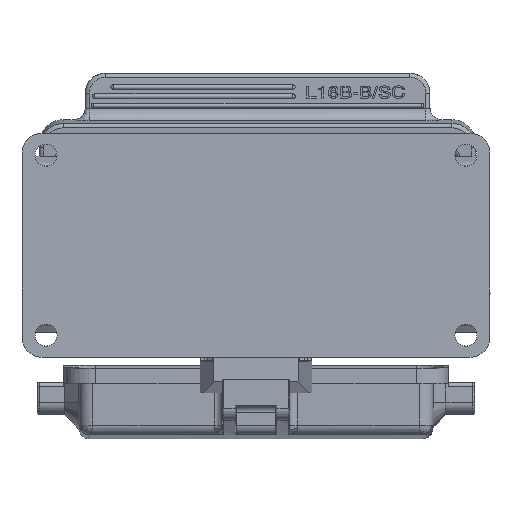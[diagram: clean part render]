
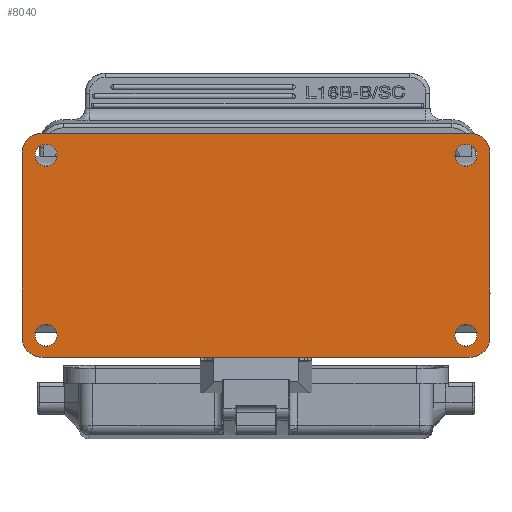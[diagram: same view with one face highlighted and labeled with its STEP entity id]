
A CAD part, front view. The second image highlights one B-rep face of the part: STEP entity #8040.
In plain terms, the highlighted planar face has unit normal (0, -1, -0.009).
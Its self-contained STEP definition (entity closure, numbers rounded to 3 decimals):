
#5571=CIRCLE('',#28456,5.);
#5618=CIRCLE('',#28582,2.75);
#5619=CIRCLE('',#28584,5.);
#5620=CIRCLE('',#28585,5.);
#5621=CIRCLE('',#28586,5.);
#5622=CIRCLE('',#28587,2.75);
#5623=CIRCLE('',#28588,2.75);
#5624=CIRCLE('',#28589,2.75);
#5625=CIRCLE('',#28590,2.75);
#5626=CIRCLE('',#28591,2.75);
#5627=CIRCLE('',#28592,2.75);
#5628=CIRCLE('',#28593,2.75);
#6203=FACE_BOUND('',#11213,.T.);
#6204=FACE_BOUND('',#11214,.T.);
#6205=FACE_BOUND('',#11215,.T.);
#6206=FACE_BOUND('',#11216,.T.);
#6207=FACE_BOUND('',#11217,.T.);
#8040=ADVANCED_FACE('',(#6203,#6204,#6205,#6206,#6207),#9022,.F.);
#9022=PLANE('',#28594);
#11213=EDGE_LOOP('',(#17804,#17805,#17806,#17807,#17808,#17809,#17810,#17811));
#11214=EDGE_LOOP('',(#17812,#17813));
#11215=EDGE_LOOP('',(#17814,#17815));
#11216=EDGE_LOOP('',(#17816,#17817));
#11217=EDGE_LOOP('',(#17818,#17819));
#12565=LINE('',#42219,#14024);
#12577=LINE('',#42297,#14036);
#12587=LINE('',#42714,#14046);
#12632=LINE('',#44864,#14091);
#14024=VECTOR('',#31549,1.);
#14036=VECTOR('',#31577,1.);
#14046=VECTOR('',#31627,1.);
#14091=VECTOR('',#31886,1.);
#17804=ORIENTED_EDGE('',*,*,#25654,.F.);
#17805=ORIENTED_EDGE('',*,*,#25658,.T.);
#17806=ORIENTED_EDGE('',*,*,#25874,.F.);
#17807=ORIENTED_EDGE('',*,*,#25692,.T.);
#17808=ORIENTED_EDGE('',*,*,#25875,.F.);
#17809=ORIENTED_EDGE('',*,*,#25876,.F.);
#17810=ORIENTED_EDGE('',*,*,#25877,.F.);
#17811=ORIENTED_EDGE('',*,*,#25637,.T.);
#17812=ORIENTED_EDGE('',*,*,#25878,.F.);
#17813=ORIENTED_EDGE('',*,*,#25879,.F.);
#17814=ORIENTED_EDGE('',*,*,#25880,.F.);
#17815=ORIENTED_EDGE('',*,*,#25881,.F.);
#17816=ORIENTED_EDGE('',*,*,#25882,.F.);
#17817=ORIENTED_EDGE('',*,*,#25883,.F.);
#17818=ORIENTED_EDGE('',*,*,#25884,.F.);
#17819=ORIENTED_EDGE('',*,*,#25873,.F.);
#22984=VERTEX_POINT('',#42220);
#22985=VERTEX_POINT('',#42221);
#23001=VERTEX_POINT('',#42289);
#23004=VERTEX_POINT('',#42296);
#23028=VERTEX_POINT('',#42713);
#23029=VERTEX_POINT('',#42715);
#23132=VERTEX_POINT('',#44856);
#23133=VERTEX_POINT('',#44858);
#23134=VERTEX_POINT('',#44863);
#23135=VERTEX_POINT('',#44865);
#23136=VERTEX_POINT('',#44868);
#23137=VERTEX_POINT('',#44869);
#23138=VERTEX_POINT('',#44872);
#23139=VERTEX_POINT('',#44873);
#23140=VERTEX_POINT('',#44876);
#23141=VERTEX_POINT('',#44877);
#25637=EDGE_CURVE('',#22984,#22985,#12565,.T.);
#25654=EDGE_CURVE('',#23001,#22985,#5571,.T.);
#25658=EDGE_CURVE('',#23001,#23004,#12577,.T.);
#25692=EDGE_CURVE('',#23029,#23028,#12587,.T.);
#25873=EDGE_CURVE('',#23133,#23132,#5618,.T.);
#25874=EDGE_CURVE('',#23029,#23004,#5619,.T.);
#25875=EDGE_CURVE('',#23134,#23028,#5620,.T.);
#25876=EDGE_CURVE('',#23135,#23134,#12632,.T.);
#25877=EDGE_CURVE('',#22984,#23135,#5621,.T.);
#25878=EDGE_CURVE('',#23136,#23137,#5622,.T.);
#25879=EDGE_CURVE('',#23137,#23136,#5623,.T.);
#25880=EDGE_CURVE('',#23138,#23139,#5624,.T.);
#25881=EDGE_CURVE('',#23139,#23138,#5625,.T.);
#25882=EDGE_CURVE('',#23140,#23141,#5626,.T.);
#25883=EDGE_CURVE('',#23141,#23140,#5627,.T.);
#25884=EDGE_CURVE('',#23132,#23133,#5628,.T.);
#28456=AXIS2_PLACEMENT_3D('',#42288,#31569,#31570);
#28582=AXIS2_PLACEMENT_3D('',#44859,#31878,#31879);
#28584=AXIS2_PLACEMENT_3D('',#44861,#31882,#31883);
#28585=AXIS2_PLACEMENT_3D('',#44862,#31884,#31885);
#28586=AXIS2_PLACEMENT_3D('',#44866,#31887,#31888);
#28587=AXIS2_PLACEMENT_3D('',#44867,#31889,#31890);
#28588=AXIS2_PLACEMENT_3D('',#44870,#31891,#31892);
#28589=AXIS2_PLACEMENT_3D('',#44871,#31893,#31894);
#28590=AXIS2_PLACEMENT_3D('',#44874,#31895,#31896);
#28591=AXIS2_PLACEMENT_3D('',#44875,#31897,#31898);
#28592=AXIS2_PLACEMENT_3D('',#44878,#31899,#31900);
#28593=AXIS2_PLACEMENT_3D('',#44879,#31901,#31902);
#28594=AXIS2_PLACEMENT_3D('',#44880,#31903,#31904);
#31549=DIRECTION('',(0.,-0.009,1.));
#31569=DIRECTION('',(0.,1.,0.009));
#31570=DIRECTION('',(0.,-0.009,1.));
#31577=DIRECTION('',(-1.,0.,0.));
#31627=DIRECTION('',(0.,0.009,-1.));
#31878=DIRECTION('',(0.,-1.,-0.009));
#31879=DIRECTION('',(0.,-0.009,1.));
#31882=DIRECTION('',(0.,1.,0.009));
#31883=DIRECTION('',(-1.,0.,0.));
#31884=DIRECTION('',(0.,1.,0.009));
#31885=DIRECTION('',(0.,0.009,-1.));
#31886=DIRECTION('',(-1.,0.,0.));
#31887=DIRECTION('',(0.,1.,0.009));
#31888=DIRECTION('',(1.,0.,0.));
#31889=DIRECTION('',(0.,-1.,-0.009));
#31890=DIRECTION('',(0.,0.009,-1.));
#31891=DIRECTION('',(0.,-1.,-0.009));
#31892=DIRECTION('',(0.,-0.009,1.));
#31893=DIRECTION('',(0.,-1.,-0.009));
#31894=DIRECTION('',(0.,0.009,-1.));
#31895=DIRECTION('',(0.,-1.,-0.009));
#31896=DIRECTION('',(0.,-0.009,1.));
#31897=DIRECTION('',(0.,-1.,-0.009));
#31898=DIRECTION('',(0.,0.009,-1.));
#31899=DIRECTION('',(0.,-1.,-0.009));
#31900=DIRECTION('',(0.,-0.009,1.));
#31901=DIRECTION('',(0.,-1.,-0.009));
#31902=DIRECTION('',(0.,0.009,-1.));
#31903=DIRECTION('',(0.,1.,0.009));
#31904=DIRECTION('',(0.,-0.009,1.));
#42219=CARTESIAN_POINT('',(117.,49.669,-47.814));
#42220=CARTESIAN_POINT('',(117.,49.669,-47.814));
#42221=CARTESIAN_POINT('',(117.,49.267,-1.816));
#42288=CARTESIAN_POINT('',(112.,49.267,-1.816));
#42289=CARTESIAN_POINT('',(112.,49.224,3.184));
#42296=CARTESIAN_POINT('',(5.,49.224,3.184));
#42297=CARTESIAN_POINT('',(112.,49.224,3.184));
#42713=CARTESIAN_POINT('',(0.,49.669,-47.814));
#42714=CARTESIAN_POINT('',(0.,49.267,-1.816));
#42715=CARTESIAN_POINT('',(0.,49.267,-1.816));
#44856=CARTESIAN_POINT('',(111.,49.296,-5.066));
#44858=CARTESIAN_POINT('',(111.,49.248,0.434));
#44859=CARTESIAN_POINT('',(111.,49.272,-2.316));
#44861=CARTESIAN_POINT('',(5.,49.267,-1.816));
#44862=CARTESIAN_POINT('',(5.,49.669,-47.814));
#44863=CARTESIAN_POINT('',(5.,49.712,-52.814));
#44864=CARTESIAN_POINT('',(112.,49.712,-52.814));
#44865=CARTESIAN_POINT('',(112.,49.712,-52.814));
#44866=CARTESIAN_POINT('',(112.,49.669,-47.814));
#44867=CARTESIAN_POINT('',(6.,49.272,-2.316));
#44868=CARTESIAN_POINT('',(6.,49.296,-5.066));
#44869=CARTESIAN_POINT('',(6.,49.248,0.434));
#44870=CARTESIAN_POINT('',(6.,49.272,-2.316));
#44871=CARTESIAN_POINT('',(6.,49.664,-47.314));
#44872=CARTESIAN_POINT('',(6.,49.688,-50.064));
#44873=CARTESIAN_POINT('',(6.,49.641,-44.564));
#44874=CARTESIAN_POINT('',(6.,49.664,-47.314));
#44875=CARTESIAN_POINT('',(111.,49.664,-47.314));
#44876=CARTESIAN_POINT('',(111.,49.688,-50.064));
#44877=CARTESIAN_POINT('',(111.,49.641,-44.564));
#44878=CARTESIAN_POINT('',(111.,49.664,-47.314));
#44879=CARTESIAN_POINT('',(111.,49.272,-2.316));
#44880=CARTESIAN_POINT('',(58.5,49.468,-24.815));
